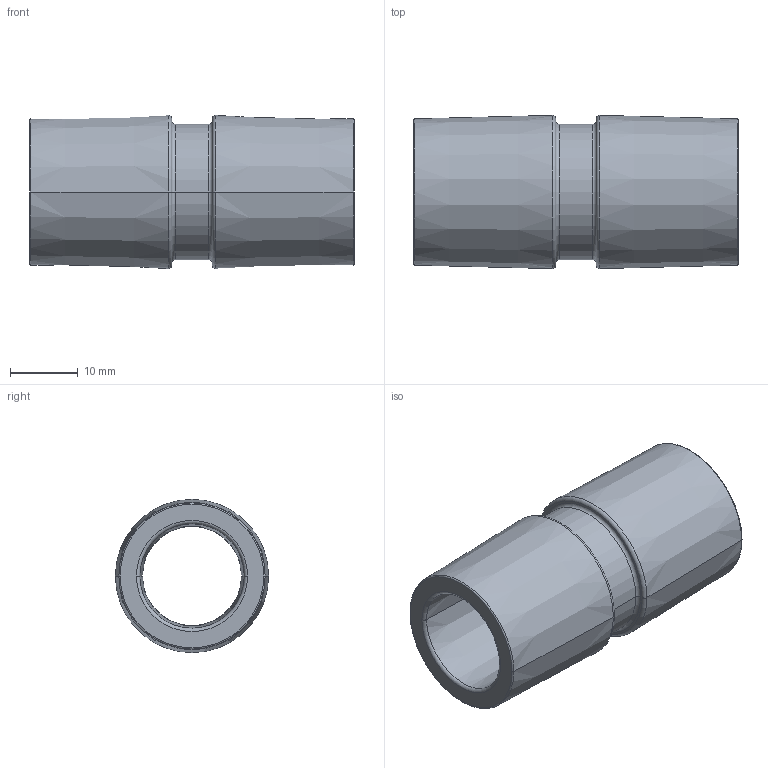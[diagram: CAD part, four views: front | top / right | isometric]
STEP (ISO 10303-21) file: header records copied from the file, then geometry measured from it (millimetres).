
FILE_DESCRIPTION (( 'STEP AP203' ), '1' );
FILE_NAME ('ISO 5356 Equal M22 F15 - M22 F15.STEP', '2020-03-25T04:47:18', ( '' ), ( '' ), 'SwSTEP 2.0', 'SolidWorks 2018', '' );
FILE_SCHEMA (( 'CONFIG_CONTROL_DESIGN' ));
Length unit declared in the file: millimetre
Products named in the file (1): ISO 5356 Equal M22 F15 - M22 F15
Bounding box: 48 x 22.64 x 22.64 mm (x, y, z)
Volume: 9643.9 mm3; surface area: 6000.1 mm2
Topology: 1 solids, 1 shells, 36 faces, 72 edges, 40 vertices
Faces by surface type: torus 20, cone 8, cylinder 4, plane 4
Entity records: 1025 total; most frequent: DIRECTION 206, CARTESIAN_POINT 149, ORIENTED_EDGE 144, AXIS2_PLACEMENT_3D 97, EDGE_CURVE 72, CIRCLE 60, EDGE_LOOP 40, VERTEX_POINT 40
